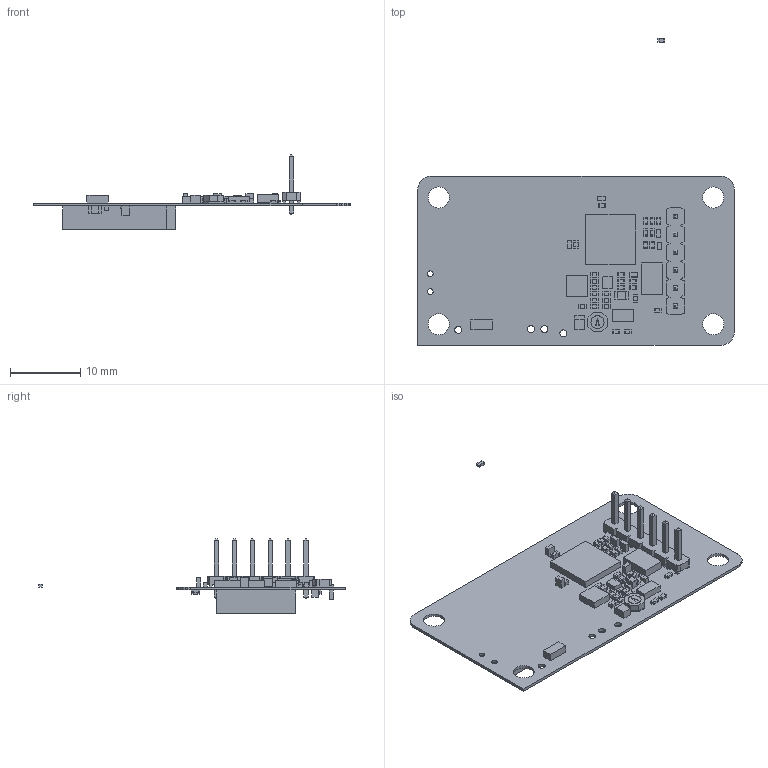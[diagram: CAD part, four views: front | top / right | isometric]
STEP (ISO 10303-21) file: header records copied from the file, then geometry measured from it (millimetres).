
FILE_DESCRIPTION(('Open CASCADE Model'),'2;1');
FILE_NAME('Open CASCADE Shape Model','2014-10-04T22:24:49',('Author'),( 'Open CASCADE'),'Open CASCADE STEP processor 6.2','Open CASCADE 6.2' ,'Unknown');
FILE_SCHEMA(('AUTOMOTIVE_DESIGN { 1 0 10303 214 1 1 1 1 }'));
Length unit declared in the file: millimetre
Products named in the file (109): PCB; Board; C10; 753074352; Extruded; 753170704; L6; 753169936; L5; 753170576; C9; 716623264; C6; C8; R4; 753170448; 753170320; R3; R2; R1; U6; 753172368; D1; 753168784; U3; 753172112; R12; 753169552; 753169680; U2; 753173264; U1; 753173008; D2; 753172496; 753172624; C4; C3; C7; C11 ...
Assembly tree (205 placements, depth 4):
  PCB
    Board
    C10
      753074352
        Extruded
      753170704  x2
        Extruded
    L6
      753169936
        Extruded
    L5
      753170576
        Extruded
    C9
      753074352
        Extruded
      716623264  x2
        Extruded
    C6
      753170704  x2
        Extruded
      753074352
        Extruded
    C8
      753074352
        Extruded
      753170704  x2
        Extruded
    R4
      753170448  x2
        Extruded
      753170320
        Extruded
    R3
      753170448  x2
        Extruded
      753170320
        Extruded
    R2
      753170448  x2
        Extruded
      753170320
        Extruded
    R1
      753170448  x2
        Extruded
      753170320
        Extruded
    U6
      753172368
        Extruded
    D1
      753168784
        Extruded
    U3
      753172112
        Extruded
    R12
      753169552
        Extruded
Bounding box: 45.01 x 43.6 x 10.57 mm (x, y, z)
Volume: 1190.3 mm3; surface area: 3456.2 mm2
Topology: 129 solids, 129 shells, 1122 faces, 2451 edges, 1600 vertices
Faces by surface type: plane 1084, cylinder 25, bspline 13
Full cylindrical faces by diameter (mm): 0.8 x2, 0.9 x1, 1 x4, 1.02 x6, 1.85 x1, 1.86 x1, 3 x4
Entity records: 37115 total; most frequent: CARTESIAN_POINT 7582, DIRECTION 5227, LINE 3605, VECTOR 3605, ORIENTED_EDGE 2576, PCURVE 2574, DEFINITIONAL_REPRESENTATION 2574, EDGE_CURVE 1287
